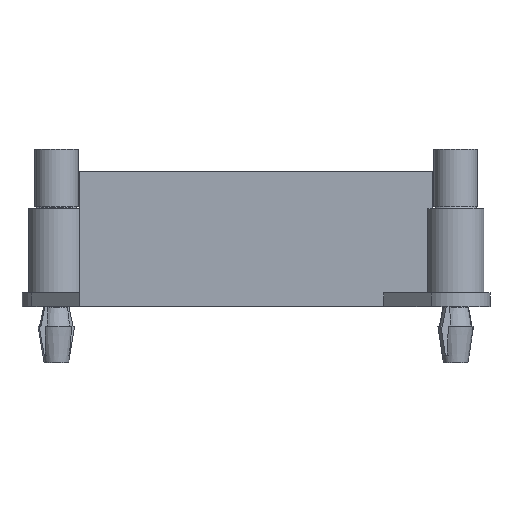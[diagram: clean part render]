
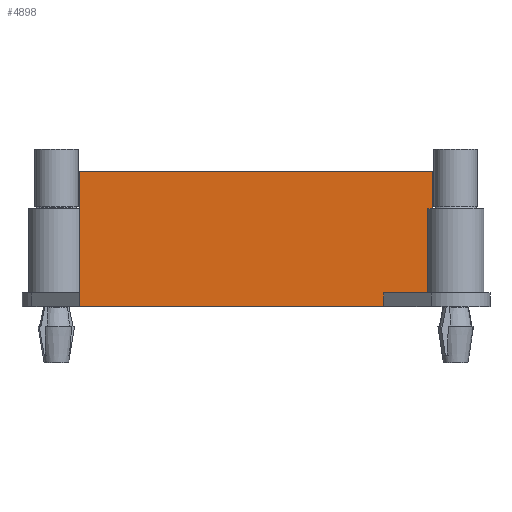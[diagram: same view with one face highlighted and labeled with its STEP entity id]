
A CAD part, left-side view. The second image highlights one B-rep face of the part: STEP entity #4898.
In plain terms, the highlighted planar face has unit normal (-1, 0, 0).
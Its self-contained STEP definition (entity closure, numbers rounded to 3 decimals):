
#670=ORIENTED_EDGE('',*,*,#2172,.F.);
#671=ORIENTED_EDGE('',*,*,#2173,.F.);
#672=ORIENTED_EDGE('',*,*,#2174,.F.);
#673=ORIENTED_EDGE('',*,*,#2171,.F.);
#674=ORIENTED_EDGE('',*,*,#2175,.T.);
#675=ORIENTED_EDGE('',*,*,#2176,.T.);
#2171=EDGE_CURVE('',#2922,#2838,#3390,.T.);
#2172=EDGE_CURVE('',#2923,#2924,#3391,.T.);
#2173=EDGE_CURVE('',#2925,#2923,#3392,.T.);
#2174=EDGE_CURVE('',#2838,#2925,#3393,.T.);
#2175=EDGE_CURVE('',#2922,#2926,#3394,.T.);
#2176=EDGE_CURVE('',#2926,#2924,#3395,.T.);
#2838=VERTEX_POINT('',#6800);
#2922=VERTEX_POINT('',#6968);
#2923=VERTEX_POINT('',#6972);
#2924=VERTEX_POINT('',#6973);
#2925=VERTEX_POINT('',#6975);
#2926=VERTEX_POINT('',#6978);
#3390=LINE('',#6969,#3733);
#3391=LINE('',#6971,#3734);
#3392=LINE('',#6974,#3735);
#3393=LINE('',#6976,#3736);
#3394=LINE('',#6977,#3737);
#3395=LINE('',#6979,#3738);
#3733=VECTOR('',#5788,1000.);
#3734=VECTOR('',#5791,1000.);
#3735=VECTOR('',#5792,1000.);
#3736=VECTOR('',#5793,1000.);
#3737=VECTOR('',#5794,1000.);
#3738=VECTOR('',#5795,1000.);
#4032=EDGE_LOOP('',(#670,#671,#672,#673,#674,#675));
#4363=FACE_BOUND('',#4032,.T.);
#4694=PLANE('',#5304);
#4898=ADVANCED_FACE('',(#4363),#4694,.T.);
#5304=AXIS2_PLACEMENT_3D('',#6970,#5789,#5790);
#5788=DIRECTION('',(0.,0.,-1.));
#5789=DIRECTION('',(-1.,0.,0.));
#5790=DIRECTION('',(0.,0.,1.));
#5791=DIRECTION('',(0.,1.,0.));
#5792=DIRECTION('',(0.,0.,-1.));
#5793=DIRECTION('',(0.,1.,0.));
#5794=DIRECTION('',(0.,1.,0.));
#5795=DIRECTION('',(0.,0.,-1.));
#6800=CARTESIAN_POINT('',(-18.5,-18.34,1.422));
#6968=CARTESIAN_POINT('',(-18.5,-18.34,14.));
#6969=CARTESIAN_POINT('',(-18.5,-18.34,14.));
#6970=CARTESIAN_POINT('',(-18.5,-18.34,14.));
#6971=CARTESIAN_POINT('',(-18.5,-18.34,0.));
#6972=CARTESIAN_POINT('',(-18.5,-13.232,0.));
#6973=CARTESIAN_POINT('',(-18.5,18.34,0.));
#6974=CARTESIAN_POINT('',(-18.5,-13.232,1.422));
#6975=CARTESIAN_POINT('',(-18.5,-13.232,1.422));
#6976=CARTESIAN_POINT('',(-18.5,-18.34,1.422));
#6977=CARTESIAN_POINT('',(-18.5,-18.34,14.));
#6978=CARTESIAN_POINT('',(-18.5,18.34,14.));
#6979=CARTESIAN_POINT('',(-18.5,18.34,14.));
